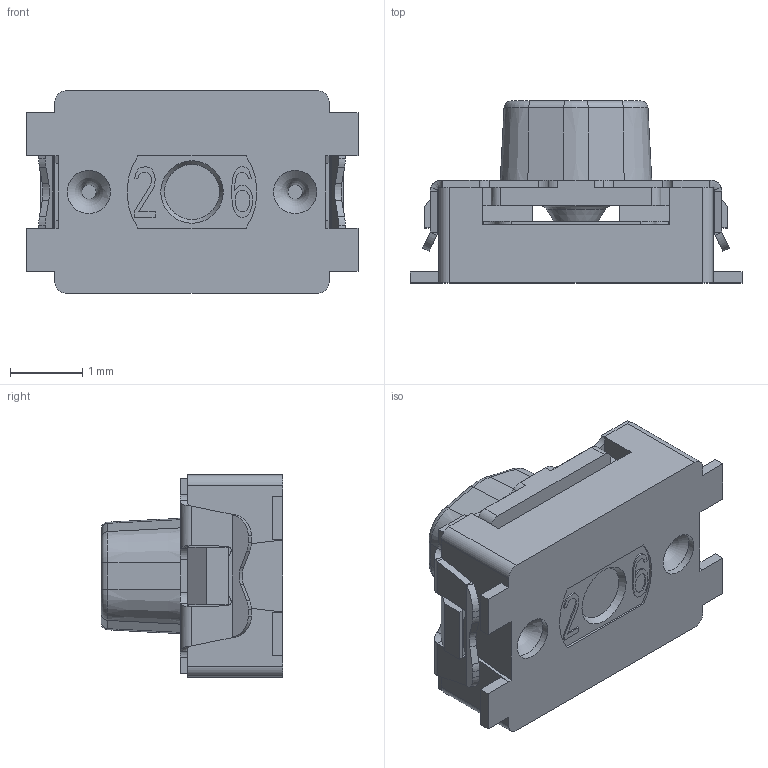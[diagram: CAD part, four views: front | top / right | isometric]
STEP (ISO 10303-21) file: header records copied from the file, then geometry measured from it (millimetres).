
FILE_DESCRIPTION( ( 'STEP AP214' ), ' ' );
FILE_NAME( 'psolqas0841282272.stp', '2017-10-30T07:41:28', ( '' ), ( '' ), ' ', 'PARTsolutions', ' ' );
FILE_SCHEMA( ( 'AUTOMOTIVE_DESIGN { 1 0 10303 214 1 1 1 1 }' ) );
Length unit declared in the file: metre
Products named in the file (1): 1
Bounding box: 4.6 x 2.52 x 2.8 mm (x, y, z)
Volume: 15.6 mm3; surface area: 79 mm2
Topology: 1 solids, 1 shells, 363 faces, 1011 edges, 652 vertices
Faces by surface type: plane 248, cylinder 82, bspline 16, torus 9, cone 8
Full cylindrical faces by diameter (mm): 0.6 x2
Entity records: 12075 total; most frequent: CARTESIAN_POINT 2832, ORIENTED_EDGE 1994, DIRECTION 1808, EDGE_CURVE 997, LINE 770, VECTOR 770, VERTEX_POINT 645, AXIS2_PLACEMENT_3D 519
